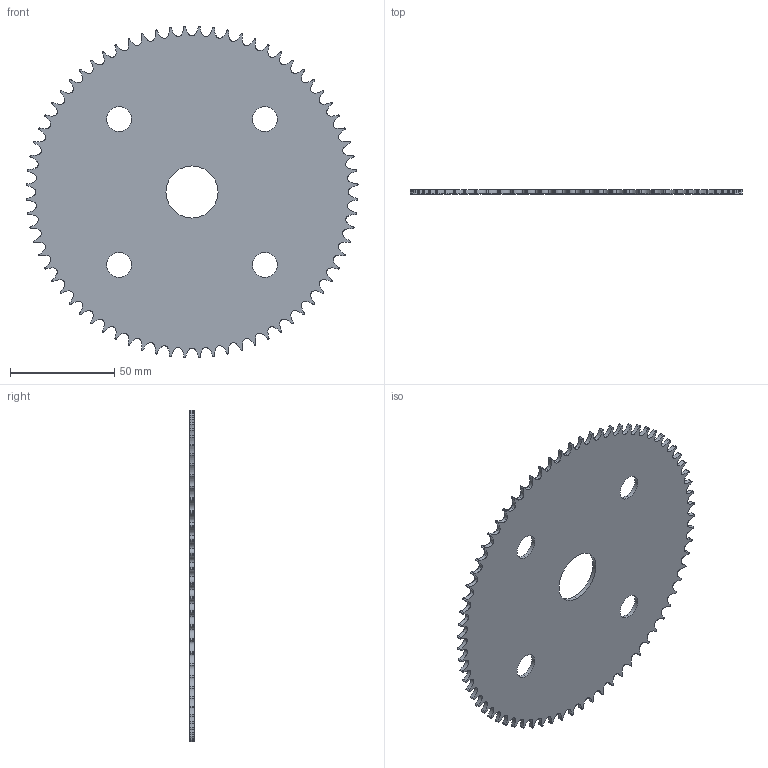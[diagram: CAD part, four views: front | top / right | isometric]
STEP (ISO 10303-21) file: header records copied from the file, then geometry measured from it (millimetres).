
FILE_DESCRIPTION (( 'STEP AP203' ), '1' );
FILE_NAME ('Sprocket L.STEP', '2022-02-24T11:11:36', ( '' ), ( '' ), 'SwSTEP 2.0', 'SolidWorks 2018', '' );
FILE_SCHEMA (( 'CONFIG_CONTROL_DESIGN' ));
Length unit declared in the file: millimetre
Products named in the file (1): Sprocket L
Bounding box: 159.5 x 2 x 159.5 mm (x, y, z)
Volume: 34945.4 mm3; surface area: 37214.7 mm2
Topology: 1 solids, 1 shells, 320 faces, 954 edges, 636 vertices
Faces by surface type: cylinder 174, bspline 144, plane 2
Entity records: 11395 total; most frequent: CARTESIAN_POINT 3783, ORIENTED_EDGE 1908, DIRECTION 1368, EDGE_CURVE 954, VERTEX_POINT 636, AXIS2_PLACEMENT_3D 525, CIRCLE 348, EDGE_LOOP 330
